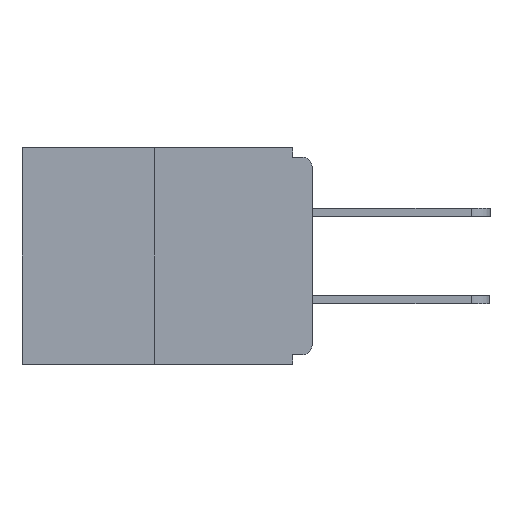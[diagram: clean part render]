
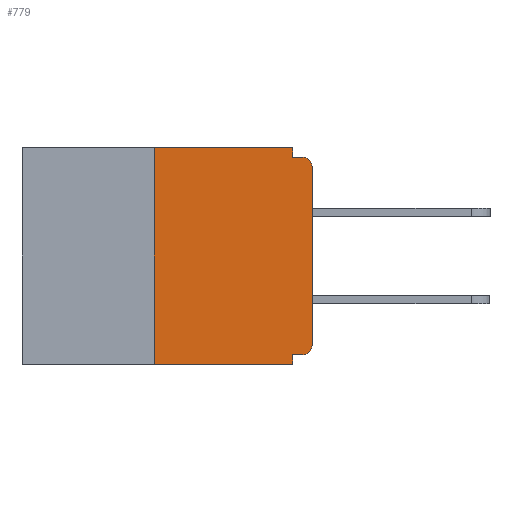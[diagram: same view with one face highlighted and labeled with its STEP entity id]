
A CAD part, left-side view. The second image highlights one B-rep face of the part: STEP entity #779.
In plain terms, the highlighted planar face has unit normal (-1, 0, 0).
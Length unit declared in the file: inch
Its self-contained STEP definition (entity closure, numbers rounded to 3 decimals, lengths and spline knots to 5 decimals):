
#39 = CARTESIAN_POINT ( 'NONE',  ( 0., 0.46, 0. ) ) ;
#43 = DIRECTION ( 'NONE',  ( 0., 0., -1. ) ) ;
#119 = EDGE_CURVE ( 'NONE', #1474, #7123, #5686, .T. ) ;
#323 = VERTEX_POINT ( 'NONE', #2286 ) ;
#572 = ORIENTED_EDGE ( 'NONE', *, *, #7321, .T. ) ;
#715 = AXIS2_PLACEMENT_3D ( 'NONE', #7029, #3120, #4055 ) ;
#779 = ADVANCED_FACE ( 'NONE', ( #6595 ), #8021, .F. ) ;
#1041 = CIRCLE ( 'NONE', #715, 0.015 ) ;
#1113 = AXIS2_PLACEMENT_3D ( 'NONE', #3744, #5730, #43 ) ;
#1141 = EDGE_CURVE ( 'NONE', #4538, #10657, #2597, .T. ) ;
#1266 = CARTESIAN_POINT ( 'NONE',  ( 0., 0.031, -0.343 ) ) ;
#1288 = DIRECTION ( 'NONE',  ( 0., 1., 0. ) ) ;
#1474 = VERTEX_POINT ( 'NONE', #9550 ) ;
#1517 = CARTESIAN_POINT ( 'NONE',  ( 0., 0.46, 0. ) ) ;
#1521 = CARTESIAN_POINT ( 'NONE',  ( 0., 0.031, -0.328 ) ) ;
#1721 = DIRECTION ( 'NONE',  ( 0., 0., 1. ) ) ;
#1750 = VECTOR ( 'NONE', #2193, 39.37008 ) ;
#1784 = CARTESIAN_POINT ( 'NONE',  ( 0., 0.031, 0. ) ) ;
#2166 = VECTOR ( 'NONE', #1288, 39.37008 ) ;
#2193 = DIRECTION ( 'NONE',  ( 0., 0., -1. ) ) ;
#2286 = CARTESIAN_POINT ( 'NONE',  ( 0., 0.031, -0.343 ) ) ;
#2348 = CARTESIAN_POINT ( 'NONE',  ( 0., 0.25, 0. ) ) ;
#2485 = ORIENTED_EDGE ( 'NONE', *, *, #11346, .T. ) ;
#2597 = LINE ( 'NONE', #11036, #8303 ) ;
#2680 = ORIENTED_EDGE ( 'NONE', *, *, #2877, .F. ) ;
#2877 = EDGE_CURVE ( 'NONE', #5160, #3351, #11068, .T. ) ;
#3018 = EDGE_LOOP ( 'NONE', ( #2680, #10256, #2485, #7643, #3492, #572, #5201, #3147, #10242, #3357 ) ) ;
#3120 = DIRECTION ( 'NONE',  ( -1., 0., 0. ) ) ;
#3147 = ORIENTED_EDGE ( 'NONE', *, *, #6905, .T. ) ;
#3292 = CARTESIAN_POINT ( 'NONE',  ( 0., 0., -0.313 ) ) ;
#3299 = VECTOR ( 'NONE', #1721, 39.37008 ) ;
#3351 = VERTEX_POINT ( 'NONE', #1784 ) ;
#3357 = ORIENTED_EDGE ( 'NONE', *, *, #12082, .F. ) ;
#3492 = ORIENTED_EDGE ( 'NONE', *, *, #119, .F. ) ;
#3570 = VECTOR ( 'NONE', #8084, 39.37008 ) ;
#3643 = DIRECTION ( 'NONE',  ( 0., 0., -1. ) ) ;
#3744 = CARTESIAN_POINT ( 'NONE',  ( 0., 0.015, -0.313 ) ) ;
#3786 = DIRECTION ( 'NONE',  ( 0., 0., 1. ) ) ;
#3792 = CARTESIAN_POINT ( 'NONE',  ( 0., 0., -0.03 ) ) ;
#3950 = AXIS2_PLACEMENT_3D ( 'NONE', #1517, #7950, #4195 ) ;
#4055 = DIRECTION ( 'NONE',  ( 0., 0., -1. ) ) ;
#4160 = EDGE_CURVE ( 'NONE', #10460, #5160, #7724, .T. ) ;
#4195 = DIRECTION ( 'NONE',  ( 0., 0., -1. ) ) ;
#4352 = CARTESIAN_POINT ( 'NONE',  ( 0., 0.015, -0.015 ) ) ;
#4461 = CARTESIAN_POINT ( 'NONE',  ( 0., 0.031, 0. ) ) ;
#4538 = VERTEX_POINT ( 'NONE', #11443 ) ;
#5007 = VECTOR ( 'NONE', #3643, 39.37008 ) ;
#5160 = VERTEX_POINT ( 'NONE', #2348 ) ;
#5201 = ORIENTED_EDGE ( 'NONE', *, *, #6208, .T. ) ;
#5681 = VECTOR ( 'NONE', #6603, 39.37008 ) ;
#5686 = LINE ( 'NONE', #9626, #2166 ) ;
#5730 = DIRECTION ( 'NONE',  ( -1., 0., 0. ) ) ;
#6208 = EDGE_CURVE ( 'NONE', #11179, #11930, #11572, .T. ) ;
#6595 = FACE_OUTER_BOUND ( 'NONE', #3018, .T. ) ;
#6603 = DIRECTION ( 'NONE',  ( 0., -1., 0. ) ) ;
#6640 = VECTOR ( 'NONE', #3786, 39.37008 ) ;
#6905 = EDGE_CURVE ( 'NONE', #11930, #10657, #1041, .T. ) ;
#7029 = CARTESIAN_POINT ( 'NONE',  ( 0., 0.015, -0.03 ) ) ;
#7123 = VERTEX_POINT ( 'NONE', #1521 ) ;
#7321 = EDGE_CURVE ( 'NONE', #1474, #11179, #11683, .T. ) ;
#7339 = CARTESIAN_POINT ( 'NONE',  ( 0., 0.25, 0. ) ) ;
#7536 = EDGE_CURVE ( 'NONE', #7123, #323, #11242, .T. ) ;
#7643 = ORIENTED_EDGE ( 'NONE', *, *, #7536, .F. ) ;
#7724 = LINE ( 'NONE', #7339, #3299 ) ;
#7950 = DIRECTION ( 'NONE',  ( 1., 0., 0. ) ) ;
#8021 = PLANE ( 'NONE',  #3950 ) ;
#8084 = DIRECTION ( 'NONE',  ( 0., -1., 0. ) ) ;
#8303 = VECTOR ( 'NONE', #9223, 39.37008 ) ;
#8527 = LINE ( 'NONE', #4461, #5007 ) ;
#8661 = CARTESIAN_POINT ( 'NONE',  ( 0., 0., 0. ) ) ;
#9223 = DIRECTION ( 'NONE',  ( 0., -1., 0. ) ) ;
#9550 = CARTESIAN_POINT ( 'NONE',  ( 0., 0.015, -0.328 ) ) ;
#9626 = CARTESIAN_POINT ( 'NONE',  ( 0., 0., -0.328 ) ) ;
#10242 = ORIENTED_EDGE ( 'NONE', *, *, #1141, .F. ) ;
#10256 = ORIENTED_EDGE ( 'NONE', *, *, #4160, .F. ) ;
#10460 = VERTEX_POINT ( 'NONE', #11465 ) ;
#10464 = LINE ( 'NONE', #11772, #3570 ) ;
#10657 = VERTEX_POINT ( 'NONE', #4352 ) ;
#11036 = CARTESIAN_POINT ( 'NONE',  ( 0., 0., -0.015 ) ) ;
#11068 = LINE ( 'NONE', #39, #5681 ) ;
#11179 = VERTEX_POINT ( 'NONE', #3292 ) ;
#11242 = LINE ( 'NONE', #1266, #1750 ) ;
#11346 = EDGE_CURVE ( 'NONE', #10460, #323, #10464, .T. ) ;
#11443 = CARTESIAN_POINT ( 'NONE',  ( 0., 0.031, -0.015 ) ) ;
#11465 = CARTESIAN_POINT ( 'NONE',  ( 0., 0.25, -0.343 ) ) ;
#11572 = LINE ( 'NONE', #8661, #6640 ) ;
#11683 = CIRCLE ( 'NONE', #1113, 0.015 ) ;
#11772 = CARTESIAN_POINT ( 'NONE',  ( 0., 0.46, -0.343 ) ) ;
#11930 = VERTEX_POINT ( 'NONE', #3792 ) ;
#12082 = EDGE_CURVE ( 'NONE', #3351, #4538, #8527, .T. ) ;
